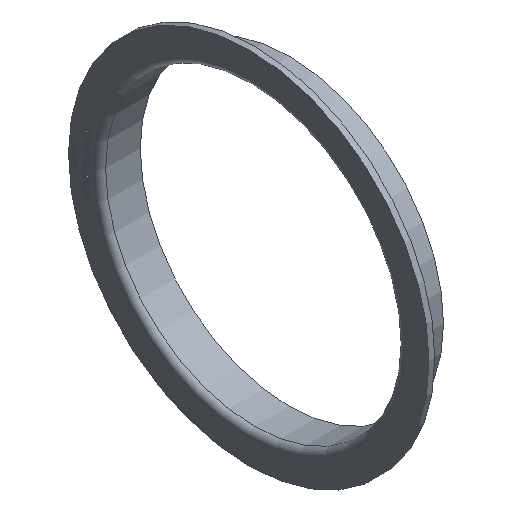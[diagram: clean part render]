
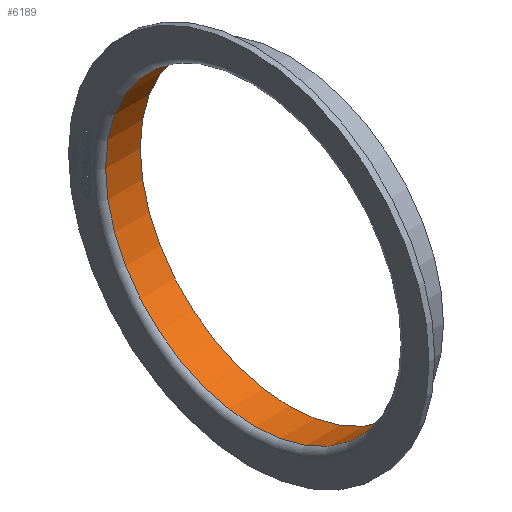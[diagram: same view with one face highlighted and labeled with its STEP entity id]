
A CAD part, isometric view. The second image highlights one B-rep face of the part: STEP entity #6189.
In plain terms, the highlighted cylindrical face has radius 128.9 mm (diameter 257.8 mm), a full revolution.
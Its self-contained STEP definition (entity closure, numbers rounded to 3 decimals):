
#394 = EDGE_CURVE ( 'NONE', #3892, #3892, #11754, .T. ) ;
#2777 = DIRECTION ( 'NONE',  ( -1., 0., 0. ) ) ;
#2975 = ORIENTED_EDGE ( 'NONE', *, *, #394, .F. ) ;
#2985 = FACE_OUTER_BOUND ( 'NONE', #12305, .T. ) ;
#3277 = CARTESIAN_POINT ( 'NONE',  ( 5., 0., -128.9 ) ) ;
#3600 = AXIS2_PLACEMENT_3D ( 'NONE', #7650, #12211, #14317 ) ;
#3892 = VERTEX_POINT ( 'NONE', #8347 ) ;
#4164 = EDGE_LOOP ( 'NONE', ( #5266 ) ) ;
#4746 = CARTESIAN_POINT ( 'NONE',  ( 5., 0., 0. ) ) ;
#5266 = ORIENTED_EDGE ( 'NONE', *, *, #5813, .T. ) ;
#5813 = EDGE_CURVE ( 'NONE', #12905, #12905, #8940, .T. ) ;
#6189 = ADVANCED_FACE ( 'NONE', ( #13025, #2985 ), #14392, .F. ) ;
#7316 = AXIS2_PLACEMENT_3D ( 'NONE', #4746, #9209, #11870 ) ;
#7650 = CARTESIAN_POINT ( 'NONE',  ( 0., 0., 0. ) ) ;
#8323 = CARTESIAN_POINT ( 'NONE',  ( 35., 0., 0. ) ) ;
#8347 = CARTESIAN_POINT ( 'NONE',  ( 35., 0., 128.9 ) ) ;
#8940 = CIRCLE ( 'NONE', #7316, 128.9 ) ;
#9209 = DIRECTION ( 'NONE',  ( -1., 0., 0. ) ) ;
#10532 = DIRECTION ( 'NONE',  ( 0., 0., 1. ) ) ;
#11754 = CIRCLE ( 'NONE', #13619, 128.9 ) ;
#11870 = DIRECTION ( 'NONE',  ( 0., 0., -1. ) ) ;
#12211 = DIRECTION ( 'NONE',  ( -1., 0., 0. ) ) ;
#12305 = EDGE_LOOP ( 'NONE', ( #2975 ) ) ;
#12905 = VERTEX_POINT ( 'NONE', #3277 ) ;
#13025 = FACE_OUTER_BOUND ( 'NONE', #4164, .T. ) ;
#13619 = AXIS2_PLACEMENT_3D ( 'NONE', #8323, #2777, #10532 ) ;
#14317 = DIRECTION ( 'NONE',  ( 0., 0., 1. ) ) ;
#14392 = CYLINDRICAL_SURFACE ( 'NONE', #3600, 128.9 ) ;
